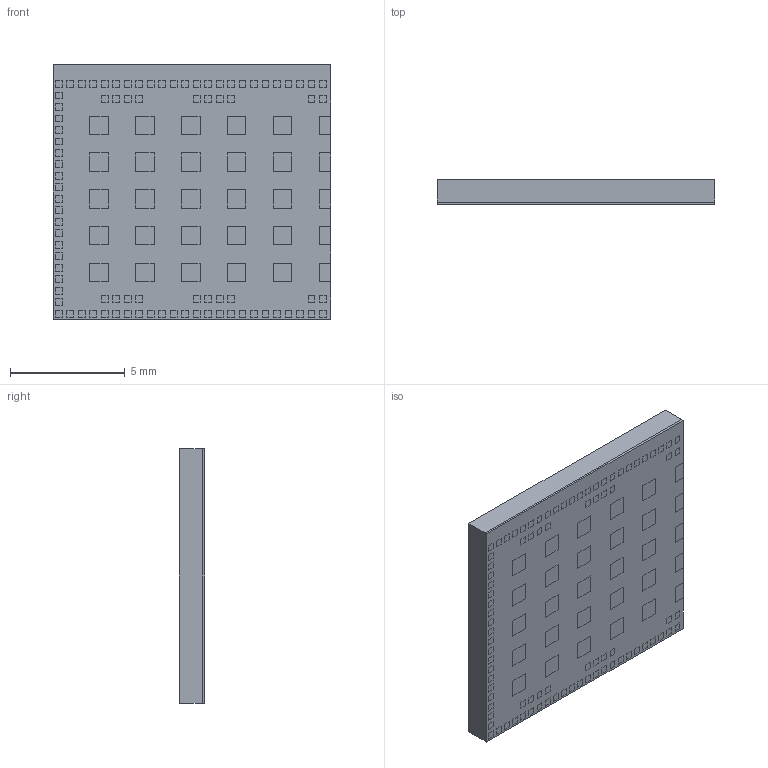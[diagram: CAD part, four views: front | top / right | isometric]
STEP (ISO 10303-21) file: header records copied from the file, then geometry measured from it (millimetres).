
FILE_DESCRIPTION(/* description */ ('STEP AP214'),/* implementation_level */ '2;1');
FILE_NAME(/* name */ 'NRF9151.step',/* time_stamp */ '2026-02-11T08:52:02+01:00',/* author */ (''),/* organization */ (''),/* preprocessor_version */ 'ST-DEVELOPER v20.1',/* originating_system */ 'Autodesk Translation Framework v14.24.0.0',/* authorisation */ '');
FILE_SCHEMA (('AUTOMOTIVE_DESIGN { 1 0 10303 214 3 1 1 }'));
Length unit declared in the file: millimetre
Products named in the file (1): NRF9160-SICA-R7
Bounding box: 12.1 x 1.1 x 11.1 mm (x, y, z)
Volume: 147.7 mm3; surface area: 628.2 mm2
Topology: 120 solids, 120 shells, 1187 faces, 2838 edges, 1892 vertices
Faces by surface type: plane 1185, cylinder 2
Full cylindrical faces by diameter (mm): 0.704 x2
Entity records: 34723 total; most frequent: CARTESIAN_POINT 5918, ORIENTED_EDGE 5676, DIRECTION 5218, EDGE_CURVE 2838, LINE 2834, VECTOR 2834, VERTEX_POINT 1892, EDGE_LOOP 1412
